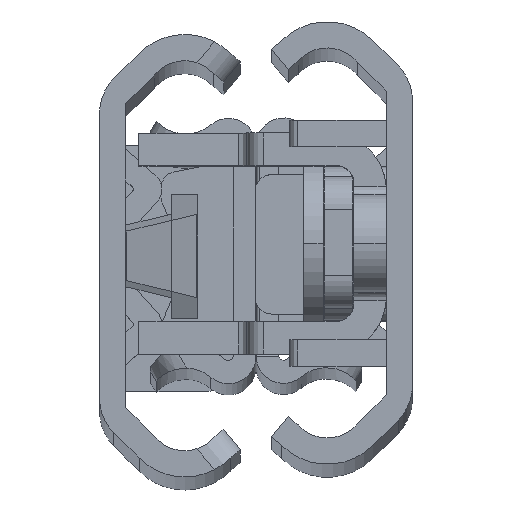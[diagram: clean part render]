
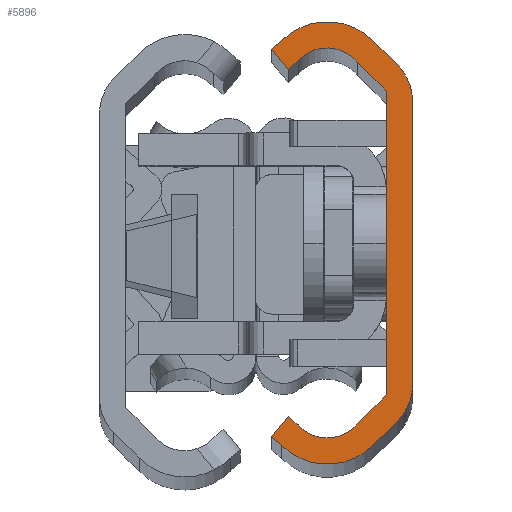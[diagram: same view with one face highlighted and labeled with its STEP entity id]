
A CAD part, top view. The second image highlights one B-rep face of the part: STEP entity #5896.
In plain terms, the highlighted planar face has unit normal (0, 0, 1).
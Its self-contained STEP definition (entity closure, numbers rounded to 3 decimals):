
#13 = EDGE_CURVE ( 'NONE', #5776, #12595, #9423, .T. ) ;
#182 = VERTEX_POINT ( 'NONE', #6110 ) ;
#254 = ORIENTED_EDGE ( 'NONE', *, *, #9054, .T. ) ;
#475 = CIRCLE ( 'NONE', #7860, 3. ) ;
#494 = CIRCLE ( 'NONE', #11652, 3.94 ) ;
#495 = ORIENTED_EDGE ( 'NONE', *, *, #11572, .T. ) ;
#525 = LINE ( 'NONE', #3768, #8089 ) ;
#788 = VECTOR ( 'NONE', #6028, 1000. ) ;
#868 = ORIENTED_EDGE ( 'NONE', *, *, #5744, .T. ) ;
#1083 = DIRECTION ( 'NONE',  ( 1., 0., 0. ) ) ;
#1093 = ORIENTED_EDGE ( 'NONE', *, *, #7204, .T. ) ;
#1164 = CIRCLE ( 'NONE', #3068, 3. ) ;
#1200 = DIRECTION ( 'NONE',  ( 1., 0., 0. ) ) ;
#1260 = CARTESIAN_POINT ( 'NONE',  ( 8.6, -11.831, 0. ) ) ;
#1306 = DIRECTION ( 'NONE',  ( -0.766, 0.643, 0. ) ) ;
#1455 = CARTESIAN_POINT ( 'NONE',  ( 3., 8.689, 0. ) ) ;
#1545 = VERTEX_POINT ( 'NONE', #11833 ) ;
#1714 = AXIS2_PLACEMENT_3D ( 'NONE', #7864, #11636, #3578 ) ;
#1993 = DIRECTION ( 'NONE',  ( 1., 0., 0. ) ) ;
#2006 = CARTESIAN_POINT ( 'NONE',  ( 3., -8.689, 0. ) ) ;
#2009 = LINE ( 'NONE', #6757, #788 ) ;
#2043 = EDGE_CURVE ( 'NONE', #9591, #5942, #3615, .T. ) ;
#2152 = ORIENTED_EDGE ( 'NONE', *, *, #4321, .T. ) ;
#2160 = CARTESIAN_POINT ( 'NONE',  ( 2.414, 12.346, 0. ) ) ;
#2297 = LINE ( 'NONE', #6314, #7714 ) ;
#2504 = ORIENTED_EDGE ( 'NONE', *, *, #4775, .T. ) ;
#2515 = CARTESIAN_POINT ( 'NONE',  ( 8.6, 11.831, 0. ) ) ;
#2548 = CARTESIAN_POINT ( 'NONE',  ( 7.572, -10.605, 0. ) ) ;
#2566 = ORIENTED_EDGE ( 'NONE', *, *, #12060, .T. ) ;
#2815 = VECTOR ( 'NONE', #4023, 1000. ) ;
#2839 = VERTEX_POINT ( 'NONE', #10692 ) ;
#3068 = AXIS2_PLACEMENT_3D ( 'NONE', #2006, #10077, #5040 ) ;
#3130 = CARTESIAN_POINT ( 'NONE',  ( 3., 8.689, 0. ) ) ;
#3219 = CARTESIAN_POINT ( 'NONE',  ( 0.879, -10.811, 0. ) ) ;
#3250 = LINE ( 'NONE', #8204, #12281 ) ;
#3310 = DIRECTION ( 'NONE',  ( 0.766, 0.643, 0. ) ) ;
#3439 = VERTEX_POINT ( 'NONE', #11059 ) ;
#3446 = DIRECTION ( 'NONE',  ( 0., 1., 0. ) ) ;
#3469 = VERTEX_POINT ( 'NONE', #8825 ) ;
#3485 = EDGE_CURVE ( 'NONE', #3439, #2839, #475, .T. ) ;
#3578 = DIRECTION ( 'NONE',  ( 1., 0., 0. ) ) ;
#3615 = CIRCLE ( 'NONE', #1714, 2.38 ) ;
#3768 = CARTESIAN_POINT ( 'NONE',  ( 7.572, -10.605, 0. ) ) ;
#3782 = LINE ( 'NONE', #7801, #6240 ) ;
#3811 = DIRECTION ( 'NONE',  ( 0., 0., 1. ) ) ;
#3883 = CARTESIAN_POINT ( 'NONE',  ( 5.2, 9.56, 0. ) ) ;
#3973 = VERTEX_POINT ( 'NONE', #3219 ) ;
#4023 = DIRECTION ( 'NONE',  ( -0.643, 0.766, 0. ) ) ;
#4213 = CARTESIAN_POINT ( 'NONE',  ( 6.974, 11.106, 0. ) ) ;
#4217 = DIRECTION ( 'NONE',  ( 0., 0., 1. ) ) ;
#4261 = LINE ( 'NONE', #2160, #9799 ) ;
#4288 = AXIS2_PLACEMENT_3D ( 'NONE', #1455, #4217, #1200 ) ;
#4321 = EDGE_CURVE ( 'NONE', #5140, #1545, #494, .T. ) ;
#4354 = LINE ( 'NONE', #4421, #5199 ) ;
#4421 = CARTESIAN_POINT ( 'NONE',  ( 3.359, 11.028, 0. ) ) ;
#4422 = CARTESIAN_POINT ( 'NONE',  ( 8.6, -11.831, 0. ) ) ;
#4775 = EDGE_CURVE ( 'NONE', #13006, #12456, #3250, .T. ) ;
#4898 = EDGE_CURVE ( 'NONE', #6193, #182, #10585, .T. ) ;
#4938 = CARTESIAN_POINT ( 'NONE',  ( 1.6, -9.269, 0. ) ) ;
#5040 = DIRECTION ( 'NONE',  ( 1., 0., 0. ) ) ;
#5140 = VERTEX_POINT ( 'NONE', #8939 ) ;
#5199 = VECTOR ( 'NONE', #5468, 1000. ) ;
#5235 = EDGE_LOOP ( 'NONE', ( #7992, #10223, #1093, #7454, #2152, #8205, #7095, #9224, #6937, #2566, #5934, #254, #868, #2504, #495, #6358, #12547, #10171 ) ) ;
#5462 = DIRECTION ( 'NONE',  ( -0.766, -0.643, 0. ) ) ;
#5468 = DIRECTION ( 'NONE',  ( 0.707, 0.707, 0. ) ) ;
#5571 = CARTESIAN_POINT ( 'NONE',  ( 7.572, 10.605, 0. ) ) ;
#5664 = CARTESIAN_POINT ( 'NONE',  ( 3.359, -11.028, 0. ) ) ;
#5674 = EDGE_CURVE ( 'NONE', #5940, #12437, #7126, .T. ) ;
#5695 = VERTEX_POINT ( 'NONE', #7138 ) ;
#5744 = EDGE_CURVE ( 'NONE', #7361, #13006, #11691, .T. ) ;
#5776 = VERTEX_POINT ( 'NONE', #6011 ) ;
#5861 = LINE ( 'NONE', #5664, #9815 ) ;
#5896 = ADVANCED_FACE ( 'NONE', ( #10509 ), #7190, .T. ) ;
#5914 = CARTESIAN_POINT ( 'NONE',  ( 5.2, -9.56, 0. ) ) ;
#5934 = ORIENTED_EDGE ( 'NONE', *, *, #4898, .T. ) ;
#5940 = VERTEX_POINT ( 'NONE', #1260 ) ;
#5942 = VERTEX_POINT ( 'NONE', #11489 ) ;
#5947 = DIRECTION ( 'NONE',  ( 0., 0., -1. ) ) ;
#5992 = EDGE_CURVE ( 'NONE', #12437, #9591, #525, .T. ) ;
#6011 = CARTESIAN_POINT ( 'NONE',  ( 7.986, 12.346, 0. ) ) ;
#6028 = DIRECTION ( 'NONE',  ( 0.707, -0.707, 0. ) ) ;
#6110 = CARTESIAN_POINT ( 'NONE',  ( 1.6, 9.269, 0. ) ) ;
#6193 = VERTEX_POINT ( 'NONE', #4938 ) ;
#6240 = VECTOR ( 'NONE', #11838, 1000. ) ;
#6314 = CARTESIAN_POINT ( 'NONE',  ( 8.6, 11.831, 0. ) ) ;
#6358 = ORIENTED_EDGE ( 'NONE', *, *, #7697, .T. ) ;
#6363 = EDGE_CURVE ( 'NONE', #12595, #3439, #4261, .T. ) ;
#6533 = DIRECTION ( 'NONE',  ( 0.643, 0.766, 0. ) ) ;
#6615 = AXIS2_PLACEMENT_3D ( 'NONE', #9928, #5947, #1993 ) ;
#6757 = CARTESIAN_POINT ( 'NONE',  ( 2.414, -12.346, 0. ) ) ;
#6937 = ORIENTED_EDGE ( 'NONE', *, *, #2043, .T. ) ;
#7095 = ORIENTED_EDGE ( 'NONE', *, *, #5674, .T. ) ;
#7126 = LINE ( 'NONE', #8112, #2815 ) ;
#7138 = CARTESIAN_POINT ( 'NONE',  ( 8.6, 11.831, 0. ) ) ;
#7175 = DIRECTION ( 'NONE',  ( -0.707, -0.707, 0. ) ) ;
#7190 = PLANE ( 'NONE',  #4288 ) ;
#7204 = EDGE_CURVE ( 'NONE', #3469, #3973, #1164, .T. ) ;
#7207 = DIRECTION ( 'NONE',  ( 0.766, -0.643, 0. ) ) ;
#7219 = VECTOR ( 'NONE', #3446, 1000. ) ;
#7266 = DIRECTION ( 'NONE',  ( 0., 0., 1. ) ) ;
#7361 = VERTEX_POINT ( 'NONE', #9530 ) ;
#7454 = ORIENTED_EDGE ( 'NONE', *, *, #8292, .T. ) ;
#7697 = EDGE_CURVE ( 'NONE', #5695, #5776, #2297, .T. ) ;
#7714 = VECTOR ( 'NONE', #1306, 1000. ) ;
#7730 = AXIS2_PLACEMENT_3D ( 'NONE', #3883, #11753, #12006 ) ;
#7801 = CARTESIAN_POINT ( 'NONE',  ( 0., -8.689, 0. ) ) ;
#7839 = DIRECTION ( 'NONE',  ( -0.707, 0.707, 0. ) ) ;
#7860 = AXIS2_PLACEMENT_3D ( 'NONE', #3130, #7266, #1083 ) ;
#7864 = CARTESIAN_POINT ( 'NONE',  ( 5.2, -9.52, 0. ) ) ;
#7992 = ORIENTED_EDGE ( 'NONE', *, *, #3485, .T. ) ;
#8089 = VECTOR ( 'NONE', #5462, 1000. ) ;
#8112 = CARTESIAN_POINT ( 'NONE',  ( 8.6, -11.831, 0. ) ) ;
#8204 = CARTESIAN_POINT ( 'NONE',  ( 7.572, 10.605, 0. ) ) ;
#8205 = ORIENTED_EDGE ( 'NONE', *, *, #11447, .T. ) ;
#8292 = EDGE_CURVE ( 'NONE', #3973, #5140, #2009, .T. ) ;
#8825 = CARTESIAN_POINT ( 'NONE',  ( 0., -8.689, 0. ) ) ;
#8939 = CARTESIAN_POINT ( 'NONE',  ( 2.414, -12.346, 0. ) ) ;
#9054 = EDGE_CURVE ( 'NONE', #182, #7361, #4354, .T. ) ;
#9099 = DIRECTION ( 'NONE',  ( 1., 0., 0. ) ) ;
#9224 = ORIENTED_EDGE ( 'NONE', *, *, #5992, .T. ) ;
#9423 = CIRCLE ( 'NONE', #7730, 3.94 ) ;
#9461 = LINE ( 'NONE', #4422, #10107 ) ;
#9530 = CARTESIAN_POINT ( 'NONE',  ( 3.359, 11.028, 0. ) ) ;
#9591 = VERTEX_POINT ( 'NONE', #9690 ) ;
#9598 = CARTESIAN_POINT ( 'NONE',  ( 1.6, 9.269, 0. ) ) ;
#9690 = CARTESIAN_POINT ( 'NONE',  ( 6.974, -11.106, 0. ) ) ;
#9799 = VECTOR ( 'NONE', #7175, 1000. ) ;
#9815 = VECTOR ( 'NONE', #7839, 1000. ) ;
#9874 = EDGE_CURVE ( 'NONE', #2839, #3469, #3782, .T. ) ;
#9928 = CARTESIAN_POINT ( 'NONE',  ( 5.2, 9.52, 0. ) ) ;
#10077 = DIRECTION ( 'NONE',  ( 0., 0., 1. ) ) ;
#10107 = VECTOR ( 'NONE', #3310, 1000. ) ;
#10171 = ORIENTED_EDGE ( 'NONE', *, *, #6363, .T. ) ;
#10223 = ORIENTED_EDGE ( 'NONE', *, *, #9874, .T. ) ;
#10509 = FACE_OUTER_BOUND ( 'NONE', #5235, .T. ) ;
#10585 = LINE ( 'NONE', #9598, #7219 ) ;
#10692 = CARTESIAN_POINT ( 'NONE',  ( 0., 8.689, 0. ) ) ;
#11059 = CARTESIAN_POINT ( 'NONE',  ( 0.879, 10.811, 0. ) ) ;
#11447 = EDGE_CURVE ( 'NONE', #1545, #5940, #9461, .T. ) ;
#11489 = CARTESIAN_POINT ( 'NONE',  ( 3.359, -11.028, 0. ) ) ;
#11569 = LINE ( 'NONE', #2515, #11988 ) ;
#11572 = EDGE_CURVE ( 'NONE', #12456, #5695, #11569, .T. ) ;
#11636 = DIRECTION ( 'NONE',  ( 0., 0., -1. ) ) ;
#11652 = AXIS2_PLACEMENT_3D ( 'NONE', #5914, #3811, #9099 ) ;
#11691 = CIRCLE ( 'NONE', #6615, 2.38 ) ;
#11753 = DIRECTION ( 'NONE',  ( 0., 0., 1. ) ) ;
#11833 = CARTESIAN_POINT ( 'NONE',  ( 7.986, -12.346, 0. ) ) ;
#11838 = DIRECTION ( 'NONE',  ( 0., -1., 0. ) ) ;
#11988 = VECTOR ( 'NONE', #6533, 1000. ) ;
#12006 = DIRECTION ( 'NONE',  ( 1., 0., 0. ) ) ;
#12060 = EDGE_CURVE ( 'NONE', #5942, #6193, #5861, .T. ) ;
#12281 = VECTOR ( 'NONE', #7207, 1000. ) ;
#12437 = VERTEX_POINT ( 'NONE', #2548 ) ;
#12456 = VERTEX_POINT ( 'NONE', #5571 ) ;
#12547 = ORIENTED_EDGE ( 'NONE', *, *, #13, .T. ) ;
#12595 = VERTEX_POINT ( 'NONE', #12981 ) ;
#12981 = CARTESIAN_POINT ( 'NONE',  ( 2.414, 12.346, 0. ) ) ;
#13006 = VERTEX_POINT ( 'NONE', #4213 ) ;
